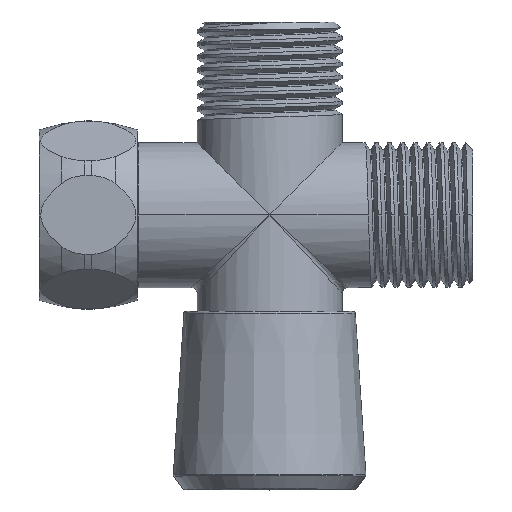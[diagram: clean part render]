
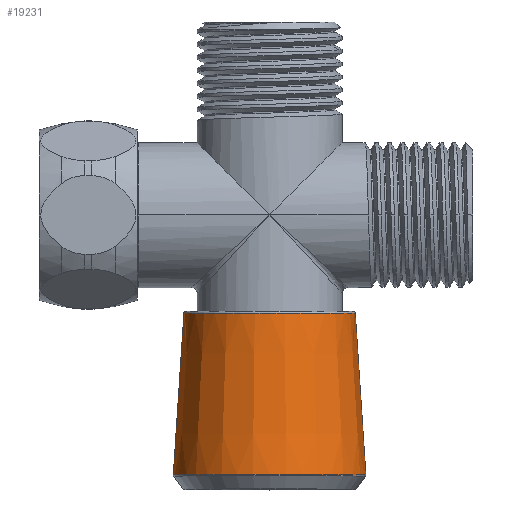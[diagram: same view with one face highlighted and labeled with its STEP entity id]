
A CAD part, top view. The second image highlights one B-rep face of the part: STEP entity #19231.
In plain terms, the highlighted conical face has half-angle 3.73 degrees and reference radius 12.755 mm.
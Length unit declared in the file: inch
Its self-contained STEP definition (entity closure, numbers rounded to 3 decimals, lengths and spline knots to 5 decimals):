
#17480=DIRECTION('',(0.065,-0.998,0.));
#17481=VECTOR('',#17480,0.89386);
#17482=CARTESIAN_POINT('',(0.47311,0.76365,0.));
#17483=LINE('',#17482,#17481);
#17489=DIRECTION('',(-0.065,-0.998,0.));
#17490=VECTOR('',#17489,0.89386);
#17491=CARTESIAN_POINT('',(-0.47311,0.76365,0.));
#17492=LINE('',#17491,#17490);
#17551=CARTESIAN_POINT('',(0.,-0.12832,0.));
#17552=DIRECTION('',(0.,-1.,0.));
#17553=DIRECTION('',(1.,0.,0.));
#17554=AXIS2_PLACEMENT_3D('',#17551,#17552,#17553);
#17556=CARTESIAN_POINT('',(0.,0.76365,0.));
#17557=DIRECTION('',(0.,-1.,0.));
#17558=DIRECTION('',(1.,0.,0.));
#17559=AXIS2_PLACEMENT_3D('',#17556,#17557,#17558);
#17610=CARTESIAN_POINT('',(-0.53126,-0.12832,0.));
#17611=CARTESIAN_POINT('',(0.53126,-0.12832,0.));
#17612=VERTEX_POINT('',#17610);
#17613=VERTEX_POINT('',#17611);
#17614=CARTESIAN_POINT('',(-0.47311,0.76365,0.));
#17615=CARTESIAN_POINT('',(0.47311,0.76365,0.));
#17616=VERTEX_POINT('',#17614);
#17617=VERTEX_POINT('',#17615);
#19219=CARTESIAN_POINT('',(0.,0.31767,0.));
#19220=DIRECTION('',(0.,-1.,0.));
#19221=DIRECTION('',(-1.,0.,0.));
#19222=AXIS2_PLACEMENT_3D('',#19219,#19220,#19221);
#19223=CONICAL_SURFACE('',#19222,0.50218,3.73);
#19224=ORIENTED_EDGE('',*,*,#19213,.T.);
#19225=ORIENTED_EDGE('',*,*,#19119,.F.);
#19227=ORIENTED_EDGE('',*,*,#19226,.F.);
#19228=ORIENTED_EDGE('',*,*,#19116,.T.);
#19229=EDGE_LOOP('',(#19224,#19225,#19227,#19228));
#19230=FACE_OUTER_BOUND('',#19229,.F.);
#19231=ADVANCED_FACE('',(#19230),#19223,.T.);
#17555=CIRCLE('',#17554,0.53126);
#17560=CIRCLE('',#17559,0.47311);
#19116=EDGE_CURVE('',#17617,#17613,#17483,.T.);
#19119=EDGE_CURVE('',#17616,#17612,#17492,.T.);
#19213=EDGE_CURVE('',#17613,#17612,#17555,.T.);
#19226=EDGE_CURVE('',#17617,#17616,#17560,.T.);
